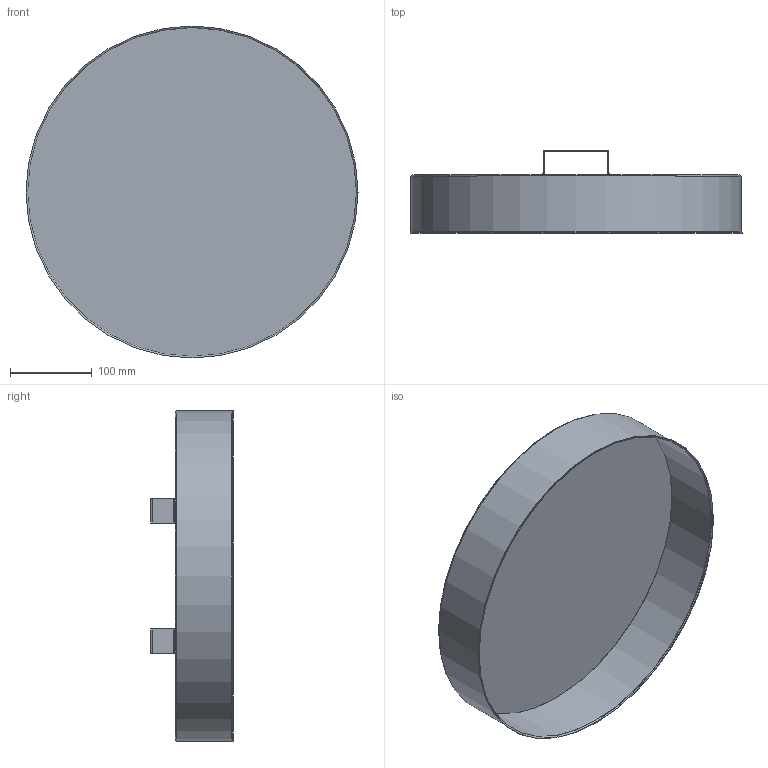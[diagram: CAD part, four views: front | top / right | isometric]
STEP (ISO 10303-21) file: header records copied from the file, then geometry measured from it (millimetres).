
FILE_DESCRIPTION(/* description */ ('Rondell'),/* implementation_level */ '2;1');
FILE_NAME(/* name */ 'HÄLMHH-6.stp',/* time_stamp */ '2016-04-29T08:21:16+02:00',/* author */ ('John'),/* organization */ (''),/* preprocessor_version */ 'ST-DEVELOPER v15.6',/* originating_system */ 'Autodesk Inventor 2015',/* authorisation */ '');
FILE_SCHEMA (('AUTOMOTIVE_DESIGN { 1 0 10303 214 3 1 1 }'));
Length unit declared in the file: millimetre
Products named in the file (4): HÄLMHH-AA-6; HÄLMHH-AB-6; HÄLHH-AC; HÄLMHH-6
Bounding box: 407.2 x 101.5 x 407.2 mm (x, y, z)
Volume: 290500.1 mm3; surface area: 458528.8 mm2
Topology: 4 solids, 4 shells, 101 faces, 215 edges, 122 vertices
Faces by surface type: plane 67, cylinder 32, torus 2
Full cylindrical faces by diameter (mm): 5.5 x4, 403.2 x1, 403.5 x1, 405.2 x1, 407.2 x1
Entity records: 1577 total; most frequent: DIRECTION 284, CARTESIAN_POINT 245, ORIENTED_EDGE 228, EDGE_CURVE 114, AXIS2_PLACEMENT_3D 105, LINE 74, VECTOR 74, VERTEX_POINT 66
